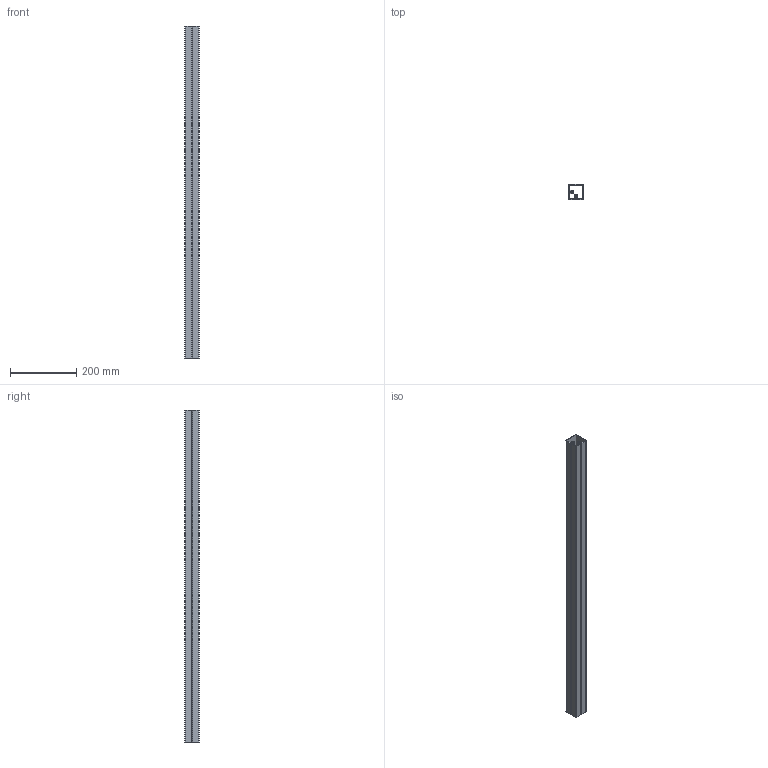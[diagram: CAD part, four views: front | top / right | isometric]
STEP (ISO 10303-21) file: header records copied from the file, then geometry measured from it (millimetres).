
FILE_DESCRIPTION(/* description */ (''),/* implementation_level */ '2;1');
FILE_NAME(/* name */ '119002',/* time_stamp */ '2014-10-06T10:44:40+02:00',/* author */ (''),/* organization */ (''),/* preprocessor_version */ 'ST-DEVELOPER v14',/* originating_system */ 'HiCAD 2013 1802.4 Build 509',/* authorisation */ '');
FILE_SCHEMA (('AUTOMOTIVE_DESIGN { 1 0 10303 214 1 1 1 1 }'));
Length unit declared in the file: millimetre
Products named in the file (2): Root; 119002Telescoopprofiel 40/45BOIKON0
Assembly tree (1 placements, depth 2):
  Root
    119002Telescoopprofiel 40/45BOIKON0
Bounding box: 45 x 45 x 1000 mm (x, y, z)
Volume: 488542.6 mm3; surface area: 429919.9 mm2
Topology: 1 solids, 1 shells, 38 faces, 108 edges, 72 vertices
Faces by surface type: plane 30, cylinder 8
Entity records: 2348 total; most frequent: CARTESIAN_POINT 220, PRESENTATION_STYLE_ASSIGNMENT 217, COLOUR_RGB 217, DRAUGHTING_PRE_DEFINED_CURVE_FONT 216, CURVE_STYLE 216, OVER_RIDING_STYLED_ITEM 216, ORIENTED_EDGE 216, DIRECTION 204
